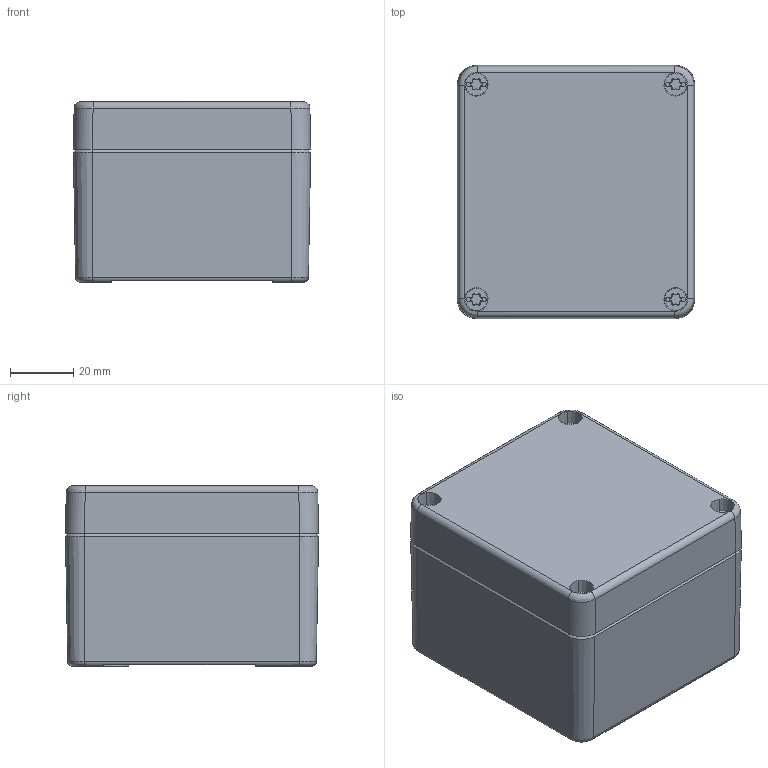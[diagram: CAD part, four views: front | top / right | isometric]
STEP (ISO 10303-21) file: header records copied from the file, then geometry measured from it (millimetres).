
FILE_DESCRIPTION(('CATIA V5R24 STEP','CAx-IF Rec.Pracs.--- Model Styling and Organization---1.2---2011-12-15'),'2;1');
FILE_NAME ('D1459620_0', '2018-04-11T06:47:53+00:00', ('Weidmueller Interface'), ('Weidmueller'), 'CATIA Version 5-6 Release 2014 SP4 HF52', 'CATIA V5 STEP AP214', 'none');
FILE_SCHEMA(('AUTOMOTIVE_DESIGN { 1 0 10303 214 1 1 1 1 }'));
Length unit declared in the file: millimetre
Products named in the file (1): _K11_Zusammenbau
Bounding box: 75 x 80 x 57 mm (x, y, z)
Volume: 113577.8 mm3; surface area: 66519.3 mm2
Topology: 11 solids, 11 shells, 717 faces, 1732 edges, 1081 vertices
Faces by surface type: plane 242, cylinder 235, cone 124, torus 84, bspline 28, sphere 4
Entity records: 21333 total; most frequent: CARTESIAN_POINT 5559, ORIENTED_EDGE 3456, DIRECTION 2690, EDGE_CURVE 1728, AXIS2_PLACEMENT_3D 1356, VERTEX_POINT 1084, CIRCLE 804, EDGE_LOOP 790
